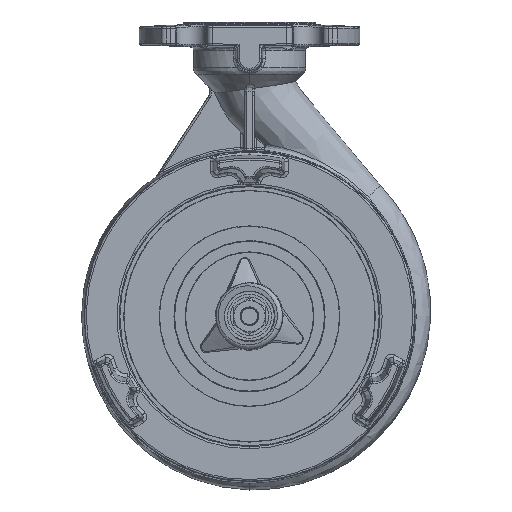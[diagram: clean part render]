
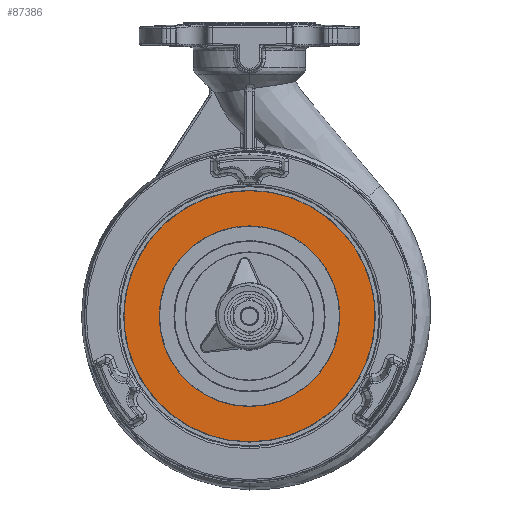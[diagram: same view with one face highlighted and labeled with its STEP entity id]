
A CAD part, front view. The second image highlights one B-rep face of the part: STEP entity #87386.
In plain terms, the highlighted face is planar.
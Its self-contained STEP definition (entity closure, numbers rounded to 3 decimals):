
#95 = CARTESIAN_POINT ( 'NONE',  ( 60.337, -32.25, 17.51 ) ) ;
#903 = CARTESIAN_POINT ( 'NONE',  ( -68.306, -4.471, 17.51 ) ) ;
#8476 = CARTESIAN_POINT ( 'NONE',  ( 56.885, 38.01, 17.51 ) ) ;
#8936 = FACE_BOUND ( 'NONE', #127275, .T. ) ;
#11417 = CARTESIAN_POINT ( 'NONE',  ( 0., -68.746, 17.51 ) ) ;
#12609 = DIRECTION ( 'NONE',  ( 0., -1., 0. ) ) ;
#13413 = DIRECTION ( 'NONE',  ( 0., 0., 1. ) ) ;
#17848 = CARTESIAN_POINT ( 'NONE',  ( -68.306, 0., 17.51 ) ) ;
#19500 = EDGE_LOOP ( 'NONE', ( #63421, #71664 ) ) ;
#19822 = CARTESIAN_POINT ( 'NONE',  ( -67.425, 13.412, 17.51 ) ) ;
#21032 = VERTEX_POINT ( 'NONE', #69420 ) ;
#22326 = EDGE_CURVE ( 'NONE', #134723, #108021, #71437, .T. ) ;
#23470 = DIRECTION ( 'NONE',  ( 0., 1., 0. ) ) ;
#25549 = CARTESIAN_POINT ( 'NONE',  ( 0., 0., 17.51 ) ) ;
#25966 = CARTESIAN_POINT ( 'NONE',  ( -26.308, -63.513, 17.51 ) ) ;
#31937 = CARTESIAN_POINT ( 'NONE',  ( 38.192, 57.161, 17.51 ) ) ;
#33154 = CARTESIAN_POINT ( 'NONE',  ( 0., 49.132, 17.51 ) ) ;
#34855 = CARTESIAN_POINT ( 'NONE',  ( -67.425, -13.412, 17.51 ) ) ;
#36451 = CARTESIAN_POINT ( 'NONE',  ( -63.513, -26.308, 17.51 ) ) ;
#37563 = ORIENTED_EDGE ( 'NONE', *, *, #146275, .T. ) ;
#38069 = CARTESIAN_POINT ( 'NONE',  ( 68.306, -4.463, 17.51 ) ) ;
#42484 = CARTESIAN_POINT ( 'NONE',  ( 60.337, 32.25, 17.51 ) ) ;
#44855 = CARTESIAN_POINT ( 'NONE',  ( -63.513, 26.308, 17.51 ) ) ;
#45860 = EDGE_CURVE ( 'NONE', #108021, #134723, #148628, .T. ) ;
#46110 = DIRECTION ( 'NONE',  ( 0., 0., -1. ) ) ;
#48580 = CARTESIAN_POINT ( 'NONE',  ( -13.412, -67.425, 17.51 ) ) ;
#49386 = CARTESIAN_POINT ( 'NONE',  ( -57.16, -38.193, 17.51 ) ) ;
#54604 = CARTESIAN_POINT ( 'NONE',  ( 52.886, 43.403, 17.51 ) ) ;
#56173 = CARTESIAN_POINT ( 'NONE',  ( -68.306, 0., 17.51 ) ) ;
#59893 = CARTESIAN_POINT ( 'NONE',  ( 38.192, -57.161, 17.51 ) ) ;
#62312 = CARTESIAN_POINT ( 'NONE',  ( 26.308, -63.513, 17.51 ) ) ;
#63117 = CARTESIAN_POINT ( 'NONE',  ( 56.885, -38.01, 17.51 ) ) ;
#63421 = ORIENTED_EDGE ( 'NONE', *, *, #45860, .T. ) ;
#69420 = CARTESIAN_POINT ( 'NONE',  ( 0., -49.132, 17.51 ) ) ;
#71437 = B_SPLINE_CURVE_WITH_KNOTS ( 'NONE', 3,
 ( #56173, #153978, #19822, #44855, #91779, #119196, #106275, #128139, #91001, #116055, #141879, #154793, #31937, #81231, #54604, #8476, #42484, #129726, #130498, #116831, #103909 ),
 .UNSPECIFIED., .F., .F.,
 ( 4, 1, 1, 1, 1, 1, 1, 1, 1, 1, 1, 1, 1, 1, 1, 1, 1, 1, 4 ),
 ( 0., 0.013, 0.027, 0.04, 0.054, 0.067, 0.08, 0.094, 0.107, 0.121, 0.134, 0.148, 0.161, 0.168, 0.174, 0.181, 0.188, 0.201, 0.215 ),
 .UNSPECIFIED. ) ;
#71664 = ORIENTED_EDGE ( 'NONE', *, *, #22326, .T. ) ;
#75235 = CARTESIAN_POINT ( 'NONE',  ( 67.426, -13.414, 17.51 ) ) ;
#76164 = ORIENTED_EDGE ( 'NONE', *, *, #143116, .T. ) ;
#77083 = VERTEX_POINT ( 'NONE', #33154 ) ;
#78397 = CIRCLE ( 'NONE', #148050, 49.132 ) ;
#81231 = CARTESIAN_POINT ( 'NONE',  ( 46.88, 50.03, 17.51 ) ) ;
#84960 = CARTESIAN_POINT ( 'NONE',  ( 46.88, -50.03, 17.51 ) ) ;
#85715 = CARTESIAN_POINT ( 'NONE',  ( 0., 0., 17.51 ) ) ;
#87386 = ADVANCED_FACE ( 'NONE', ( #8936, #109106 ), #109900, .T. ) ;
#91001 = CARTESIAN_POINT ( 'NONE',  ( -13.412, 67.425, 17.51 ) ) ;
#91779 = CARTESIAN_POINT ( 'NONE',  ( -57.16, 38.193, 17.51 ) ) ;
#95415 = CARTESIAN_POINT ( 'NONE',  ( -151.053, -151.053, 17.51 ) ) ;
#96282 = CARTESIAN_POINT ( 'NONE',  ( 13.412, -67.425, 17.51 ) ) ;
#97883 = CARTESIAN_POINT ( 'NONE',  ( -38.193, -57.16, 17.51 ) ) ;
#103909 = CARTESIAN_POINT ( 'NONE',  ( 68.306, 0., 17.51 ) ) ;
#106275 = CARTESIAN_POINT ( 'NONE',  ( -38.193, 57.16, 17.51 ) ) ;
#108021 = VERTEX_POINT ( 'NONE', #152412 ) ;
#108626 = AXIS2_PLACEMENT_3D ( 'NONE', #95415, #46110, #23470 ) ;
#109106 = FACE_OUTER_BOUND ( 'NONE', #19500, .T. ) ;
#109900 = PLANE ( 'NONE',  #108626 ) ;
#111623 = CARTESIAN_POINT ( 'NONE',  ( -48.611, -48.611, 17.51 ) ) ;
#116055 = CARTESIAN_POINT ( 'NONE',  ( 0., 68.746, 17.51 ) ) ;
#116831 = CARTESIAN_POINT ( 'NONE',  ( 68.306, 4.463, 17.51 ) ) ;
#119196 = CARTESIAN_POINT ( 'NONE',  ( -48.611, 48.611, 17.51 ) ) ;
#123740 = CARTESIAN_POINT ( 'NONE',  ( 64.162, -24.165, 17.51 ) ) ;
#124748 = CIRCLE ( 'NONE', #140230, 49.132 ) ;
#127275 = EDGE_LOOP ( 'NONE', ( #37563, #76164 ) ) ;
#128139 = CARTESIAN_POINT ( 'NONE',  ( -26.308, 63.513, 17.51 ) ) ;
#129726 = CARTESIAN_POINT ( 'NONE',  ( 64.162, 24.165, 17.51 ) ) ;
#130498 = CARTESIAN_POINT ( 'NONE',  ( 67.426, 13.414, 17.51 ) ) ;
#134201 = DIRECTION ( 'NONE',  ( 0., 0., 1. ) ) ;
#134723 = VERTEX_POINT ( 'NONE', #17848 ) ;
#135848 = CARTESIAN_POINT ( 'NONE',  ( 68.306, 0., 17.51 ) ) ;
#140230 = AXIS2_PLACEMENT_3D ( 'NONE', #25549, #13413, #12609 ) ;
#141879 = CARTESIAN_POINT ( 'NONE',  ( 13.412, 67.425, 17.51 ) ) ;
#143116 = EDGE_CURVE ( 'NONE', #77083, #21032, #124748, .T. ) ;
#146275 = EDGE_CURVE ( 'NONE', #21032, #77083, #78397, .T. ) ;
#147142 = DIRECTION ( 'NONE',  ( 0., -1., 0. ) ) ;
#147991 = CARTESIAN_POINT ( 'NONE',  ( 52.886, -43.403, 17.51 ) ) ;
#148050 = AXIS2_PLACEMENT_3D ( 'NONE', #85715, #134201, #147142 ) ;
#148628 = B_SPLINE_CURVE_WITH_KNOTS ( 'NONE', 3,
 ( #135848, #38069, #75235, #123740, #95, #63117, #147991, #84960, #59893, #62312, #96282, #11417, #48580, #25966, #97883, #111623, #49386, #36451, #34855, #903, #158486 ),
 .UNSPECIFIED., .F., .F.,
 ( 4, 1, 1, 1, 1, 1, 1, 1, 1, 1, 1, 1, 1, 1, 1, 1, 1, 1, 4 ),
 ( 0.215, 0.228, 0.241, 0.248, 0.255, 0.262, 0.268, 0.282, 0.295, 0.309, 0.322, 0.335, 0.349, 0.362, 0.376, 0.389, 0.402, 0.416, 0.429 ),
 .UNSPECIFIED. ) ;
#152412 = CARTESIAN_POINT ( 'NONE',  ( 68.306, 0., 17.51 ) ) ;
#153978 = CARTESIAN_POINT ( 'NONE',  ( -68.306, 4.471, 17.51 ) ) ;
#154793 = CARTESIAN_POINT ( 'NONE',  ( 26.308, 63.513, 17.51 ) ) ;
#158486 = CARTESIAN_POINT ( 'NONE',  ( -68.306, 0., 17.51 ) ) ;
